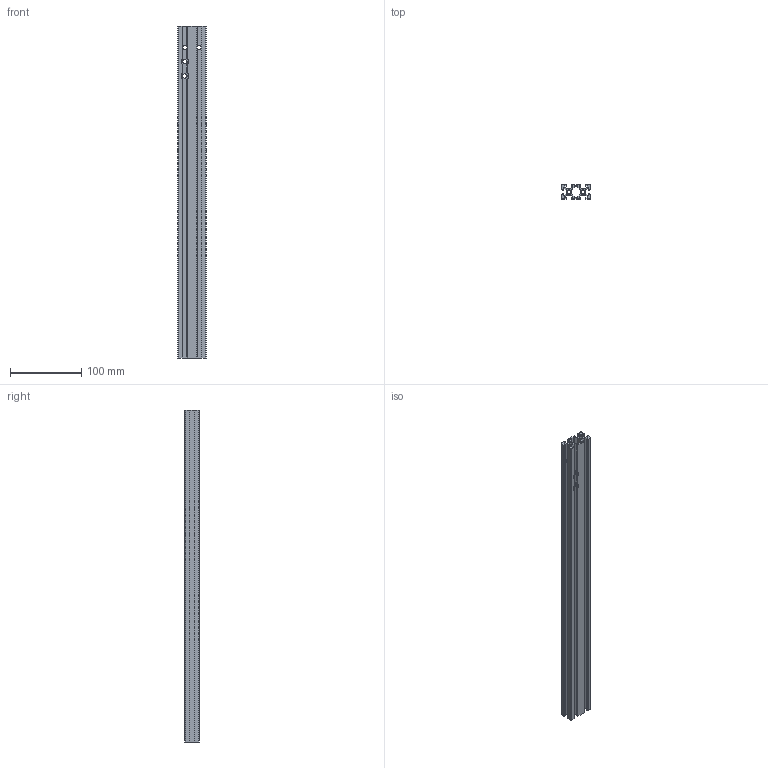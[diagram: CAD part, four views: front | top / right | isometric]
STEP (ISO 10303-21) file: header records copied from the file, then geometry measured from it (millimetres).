
FILE_DESCRIPTION (( 'STEP AP214' ), '1' );
FILE_NAME ('2040欧标铝型材_长465_下底座加强梁左 1个.STEP', '2023-07-18T06:09:28', ( '' ), ( '' ), 'SwSTEP 2.0', 'SolidWorks 2022', '' );
FILE_SCHEMA (( 'AUTOMOTIVE_DESIGN' ));
Length unit declared in the file: millimetre
Products named in the file (1): 2040欧标铝型材_长465_下底座加强梁左 1个
Bounding box: 40 x 20 x 465 mm (x, y, z)
Volume: 135581.5 mm3; surface area: 144424.7 mm2
Topology: 1 solids, 1 shells, 190 faces, 624 edges, 416 vertices
Faces by surface type: plane 130, cylinder 60
Entity records: 8950 total; most frequent: CARTESIAN_POINT 1943, ORIENTED_EDGE 1248, DIRECTION 1046, EDGE_CURVE 624, LINE 440, VECTOR 440, VERTEX_POINT 416, AXIS2_PLACEMENT_3D 303
